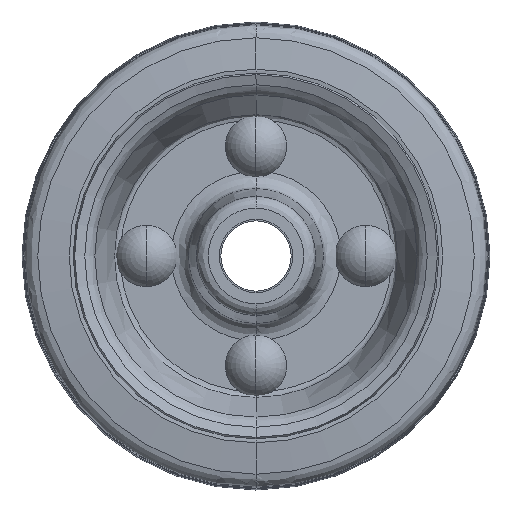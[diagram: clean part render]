
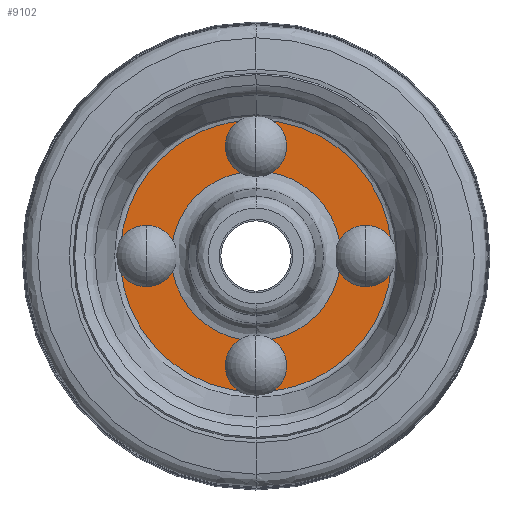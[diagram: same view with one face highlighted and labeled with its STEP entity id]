
A CAD part, left-side view. The second image highlights one B-rep face of the part: STEP entity #9102.
In plain terms, the highlighted planar face has unit normal (-1, 0, 0).
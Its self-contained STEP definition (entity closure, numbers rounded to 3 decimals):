
#57 = CIRCLE ( 'NONE', #6202, 3. ) ;
#132 = FACE_OUTER_BOUND ( 'NONE', #3027, .T. ) ;
#443 = ORIENTED_EDGE ( 'NONE', *, *, #6471, .T. ) ;
#656 = CARTESIAN_POINT ( 'NONE',  ( -0.7, 0., 23.24 ) ) ;
#703 = CARTESIAN_POINT ( 'NONE',  ( -0.7, -46.48, -23.24 ) ) ;
#879 = CARTESIAN_POINT ( 'NONE',  ( -0.7, 0., 14.49 ) ) ;
#1088 = EDGE_CURVE ( 'NONE', #9580, #10871, #1090, .T. ) ;
#1090 =( BOUNDED_CURVE ( )  B_SPLINE_CURVE ( 3, ( #7914, #1919, #10434, #6910 ),
 .UNSPECIFIED., .F., .F. ) 
 B_SPLINE_CURVE_WITH_KNOTS ( ( 4, 4 ),
 ( 0., 0.5 ),
 .UNSPECIFIED. ) 
 CURVE ( )  GEOMETRIC_REPRESENTATION_ITEM ( )  RATIONAL_B_SPLINE_CURVE ( ( 1., 0.333, 0.333, 1. ) ) 
 REPRESENTATION_ITEM ( '' )  );
#1165 = FACE_BOUND ( 'NONE', #3102, .T. ) ;
#1199 = CARTESIAN_POINT ( 'NONE',  ( -0.7, 0., -18.75 ) ) ;
#1201 = DIRECTION ( 'NONE',  ( 1., 0., 0. ) ) ;
#1348 = CIRCLE ( 'NONE', #8718, 3. ) ;
#1369 = DIRECTION ( 'NONE',  ( 0., 0., 1. ) ) ;
#1486 = EDGE_LOOP ( 'NONE', ( #2395, #443 ) ) ;
#1613 = ORIENTED_EDGE ( 'NONE', *, *, #1088, .F. ) ;
#1743 = ORIENTED_EDGE ( 'NONE', *, *, #7093, .T. ) ;
#1869 = CARTESIAN_POINT ( 'NONE',  ( -0.7, 0., -14.49 ) ) ;
#1890 = CIRCLE ( 'NONE', #9600, 3. ) ;
#1919 = CARTESIAN_POINT ( 'NONE',  ( -0.7, 28.981, 14.49 ) ) ;
#1932 = FACE_BOUND ( 'NONE', #10754, .T. ) ;
#2038 = DIRECTION ( 'NONE',  ( 1., 0., 0. ) ) ;
#2137 = DIRECTION ( 'NONE',  ( 0., 0., 1. ) ) ;
#2383 = VERTEX_POINT ( 'NONE', #5666 ) ;
#2395 = ORIENTED_EDGE ( 'NONE', *, *, #8428, .T. ) ;
#2402 = CARTESIAN_POINT ( 'NONE',  ( -0.7, 0., 18.75 ) ) ;
#2453 = EDGE_CURVE ( 'NONE', #9424, #4460, #4759, .T. ) ;
#2599 = CARTESIAN_POINT ( 'NONE',  ( -0.7, -28.981, 14.49 ) ) ;
#2714 = CIRCLE ( 'NONE', #5344, 3. ) ;
#2767 = CARTESIAN_POINT ( 'NONE',  ( -0.7, -18.75, 0. ) ) ;
#2790 = CARTESIAN_POINT ( 'NONE',  ( -0.7, 46.48, -23.24 ) ) ;
#2932 = VERTEX_POINT ( 'NONE', #3403 ) ;
#2942 = CARTESIAN_POINT ( 'NONE',  ( -0.7, 46.48, 23.24 ) ) ;
#3027 = EDGE_LOOP ( 'NONE', ( #9378, #4640 ) ) ;
#3102 = EDGE_LOOP ( 'NONE', ( #10680, #8178 ) ) ;
#3324 = CIRCLE ( 'NONE', #7192, 3. ) ;
#3403 = CARTESIAN_POINT ( 'NONE',  ( -0.7, -18.75, 3. ) ) ;
#3621 = CARTESIAN_POINT ( 'NONE',  ( -0.7, 0., 23.24 ) ) ;
#3678 = VERTEX_POINT ( 'NONE', #9460 ) ;
#3876 = ORIENTED_EDGE ( 'NONE', *, *, #6711, .T. ) ;
#3906 = DIRECTION ( 'NONE',  ( 0., 0., 1. ) ) ;
#3912 = CIRCLE ( 'NONE', #9508, 3. ) ;
#4042 = DIRECTION ( 'NONE',  ( 1., 0., 0. ) ) ;
#4331 = EDGE_LOOP ( 'NONE', ( #3876, #1743 ) ) ;
#4460 = VERTEX_POINT ( 'NONE', #8173 ) ;
#4468 = CARTESIAN_POINT ( 'NONE',  ( -0.7, 0., -15.75 ) ) ;
#4470 =( BOUNDED_CURVE ( )  B_SPLINE_CURVE ( 3, ( #1869, #10171, #2599, #879 ),
 .UNSPECIFIED., .F., .T. ) 
 B_SPLINE_CURVE_WITH_KNOTS ( ( 4, 4 ),
 ( 0.5, 1. ),
 .UNSPECIFIED. ) 
 CURVE ( )  GEOMETRIC_REPRESENTATION_ITEM ( )  RATIONAL_B_SPLINE_CURVE ( ( 1., 0.333, 0.333, 1. ) ) 
 REPRESENTATION_ITEM ( '' )  );
#4555 = EDGE_CURVE ( 'NONE', #4460, #9424, #8954, .T. ) ;
#4595 = CARTESIAN_POINT ( 'NONE',  ( -0.7, 0., -23.24 ) ) ;
#4640 = ORIENTED_EDGE ( 'NONE', *, *, #4555, .F. ) ;
#4739 = DIRECTION ( 'NONE',  ( 0., 0., 1. ) ) ;
#4759 =( BOUNDED_CURVE ( )  B_SPLINE_CURVE ( 3, ( #656, #8250, #703, #8295 ),
 .UNSPECIFIED., .F., .F. ) 
 B_SPLINE_CURVE_WITH_KNOTS ( ( 4, 4 ),
 ( 0., 0.5 ),
 .UNSPECIFIED. ) 
 CURVE ( )  GEOMETRIC_REPRESENTATION_ITEM ( )  RATIONAL_B_SPLINE_CURVE ( ( 1., 0.333, 0.333, 1. ) ) 
 REPRESENTATION_ITEM ( '' )  );
#4790 = CARTESIAN_POINT ( 'NONE',  ( -0.7, 0., 18.75 ) ) ;
#4834 = EDGE_CURVE ( 'NONE', #6778, #2383, #3912, .T. ) ;
#4866 = EDGE_CURVE ( 'NONE', #8008, #3678, #57, .T. ) ;
#5206 = PLANE ( 'NONE',  #7118 ) ;
#5344 = AXIS2_PLACEMENT_3D ( 'NONE', #4790, #8963, #1369 ) ;
#5666 = CARTESIAN_POINT ( 'NONE',  ( -0.7, 18.75, -3. ) ) ;
#5704 = DIRECTION ( 'NONE',  ( 0., 0., 1. ) ) ;
#5900 = EDGE_CURVE ( 'NONE', #10871, #9580, #4470, .T. ) ;
#5955 = ORIENTED_EDGE ( 'NONE', *, *, #5900, .F. ) ;
#6032 = FACE_BOUND ( 'NONE', #1486, .T. ) ;
#6121 = EDGE_CURVE ( 'NONE', #3678, #8008, #8754, .T. ) ;
#6187 = ORIENTED_EDGE ( 'NONE', *, *, #9644, .T. ) ;
#6202 = AXIS2_PLACEMENT_3D ( 'NONE', #10668, #10609, #4739 ) ;
#6412 = AXIS2_PLACEMENT_3D ( 'NONE', #8058, #4042, #5704 ) ;
#6441 = DIRECTION ( 'NONE',  ( 0., 0., 1. ) ) ;
#6471 = EDGE_CURVE ( 'NONE', #10016, #7568, #1890, .T. ) ;
#6562 = CARTESIAN_POINT ( 'NONE',  ( -0.7, 18.75, 3. ) ) ;
#6687 = CARTESIAN_POINT ( 'NONE',  ( -0.7, 0., 21.75 ) ) ;
#6711 = EDGE_CURVE ( 'NONE', #2932, #10298, #3324, .T. ) ;
#6778 = VERTEX_POINT ( 'NONE', #6562 ) ;
#6910 = CARTESIAN_POINT ( 'NONE',  ( -0.7, 0., -14.49 ) ) ;
#7093 = EDGE_CURVE ( 'NONE', #10298, #2932, #1348, .T. ) ;
#7118 = AXIS2_PLACEMENT_3D ( 'NONE', #7290, #2038, #10448 ) ;
#7192 = AXIS2_PLACEMENT_3D ( 'NONE', #2767, #1201, #2137 ) ;
#7259 = CARTESIAN_POINT ( 'NONE',  ( -0.7, -18.75, 0. ) ) ;
#7290 = CARTESIAN_POINT ( 'NONE',  ( -0.7, -23.95, 0. ) ) ;
#7523 = DIRECTION ( 'NONE',  ( 0., 0., 1. ) ) ;
#7568 = VERTEX_POINT ( 'NONE', #6687 ) ;
#7629 = CIRCLE ( 'NONE', #6412, 3. ) ;
#7874 = FACE_BOUND ( 'NONE', #4331, .T. ) ;
#7914 = CARTESIAN_POINT ( 'NONE',  ( -0.7, 0., 14.49 ) ) ;
#8008 = VERTEX_POINT ( 'NONE', #4468 ) ;
#8058 = CARTESIAN_POINT ( 'NONE',  ( -0.7, 18.75, 0. ) ) ;
#8084 = CARTESIAN_POINT ( 'NONE',  ( -0.7, 18.75, 0. ) ) ;
#8122 = EDGE_LOOP ( 'NONE', ( #1613, #5955 ) ) ;
#8173 = CARTESIAN_POINT ( 'NONE',  ( -0.7, 0., -23.24 ) ) ;
#8178 = ORIENTED_EDGE ( 'NONE', *, *, #6121, .T. ) ;
#8250 = CARTESIAN_POINT ( 'NONE',  ( -0.7, -46.48, 23.24 ) ) ;
#8295 = CARTESIAN_POINT ( 'NONE',  ( -0.7, 0., -23.24 ) ) ;
#8338 = DIRECTION ( 'NONE',  ( 1., 0., 0. ) ) ;
#8428 = EDGE_CURVE ( 'NONE', #7568, #10016, #2714, .T. ) ;
#8718 = AXIS2_PLACEMENT_3D ( 'NONE', #7259, #8939, #6441 ) ;
#8754 = CIRCLE ( 'NONE', #10503, 3. ) ;
#8939 = DIRECTION ( 'NONE',  ( 1., 0., 0. ) ) ;
#8954 =( BOUNDED_CURVE ( )  B_SPLINE_CURVE ( 3, ( #4595, #2790, #2942, #3621 ),
 .UNSPECIFIED., .F., .F. ) 
 B_SPLINE_CURVE_WITH_KNOTS ( ( 4, 4 ),
 ( 0.5, 1. ),
 .UNSPECIFIED. ) 
 CURVE ( )  GEOMETRIC_REPRESENTATION_ITEM ( )  RATIONAL_B_SPLINE_CURVE ( ( 1., 0.333, 0.333, 1. ) ) 
 REPRESENTATION_ITEM ( '' )  );
#8963 = DIRECTION ( 'NONE',  ( 1., 0., 0. ) ) ;
#8970 = ORIENTED_EDGE ( 'NONE', *, *, #4834, .T. ) ;
#9061 = DIRECTION ( 'NONE',  ( 1., 0., 0. ) ) ;
#9102 = ADVANCED_FACE ( 'NONE', ( #132, #10189, #7874, #6032, #1932, #1165 ), #5206, .F. ) ;
#9378 = ORIENTED_EDGE ( 'NONE', *, *, #2453, .F. ) ;
#9424 = VERTEX_POINT ( 'NONE', #9491 ) ;
#9460 = CARTESIAN_POINT ( 'NONE',  ( -0.7, 0., -21.75 ) ) ;
#9491 = CARTESIAN_POINT ( 'NONE',  ( -0.7, 0., 23.24 ) ) ;
#9508 = AXIS2_PLACEMENT_3D ( 'NONE', #8084, #9993, #3906 ) ;
#9580 = VERTEX_POINT ( 'NONE', #10526 ) ;
#9599 = CARTESIAN_POINT ( 'NONE',  ( -0.7, -18.75, -3. ) ) ;
#9600 = AXIS2_PLACEMENT_3D ( 'NONE', #2402, #8338, #7523 ) ;
#9644 = EDGE_CURVE ( 'NONE', #2383, #6778, #7629, .T. ) ;
#9713 = DIRECTION ( 'NONE',  ( 0., 0., 1. ) ) ;
#9971 = CARTESIAN_POINT ( 'NONE',  ( -0.7, 0., -14.49 ) ) ;
#9993 = DIRECTION ( 'NONE',  ( 1., 0., 0. ) ) ;
#10016 = VERTEX_POINT ( 'NONE', #10180 ) ;
#10171 = CARTESIAN_POINT ( 'NONE',  ( -0.7, -28.981, -14.49 ) ) ;
#10180 = CARTESIAN_POINT ( 'NONE',  ( -0.7, 0., 15.75 ) ) ;
#10189 = FACE_BOUND ( 'NONE', #8122, .T. ) ;
#10298 = VERTEX_POINT ( 'NONE', #9599 ) ;
#10434 = CARTESIAN_POINT ( 'NONE',  ( -0.7, 28.981, -14.49 ) ) ;
#10448 = DIRECTION ( 'NONE',  ( 0., 0., 1. ) ) ;
#10503 = AXIS2_PLACEMENT_3D ( 'NONE', #1199, #9061, #9713 ) ;
#10526 = CARTESIAN_POINT ( 'NONE',  ( -0.7, 0., 14.49 ) ) ;
#10609 = DIRECTION ( 'NONE',  ( 1., 0., 0. ) ) ;
#10668 = CARTESIAN_POINT ( 'NONE',  ( -0.7, 0., -18.75 ) ) ;
#10680 = ORIENTED_EDGE ( 'NONE', *, *, #4866, .T. ) ;
#10754 = EDGE_LOOP ( 'NONE', ( #8970, #6187 ) ) ;
#10871 = VERTEX_POINT ( 'NONE', #9971 ) ;
